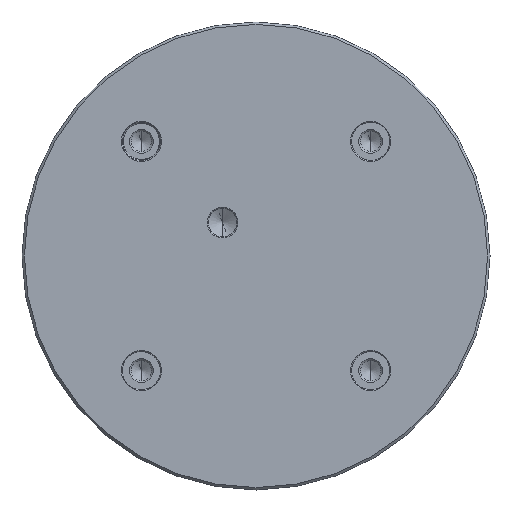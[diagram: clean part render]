
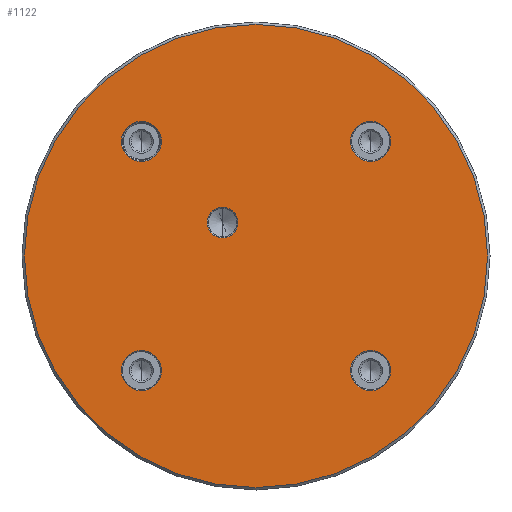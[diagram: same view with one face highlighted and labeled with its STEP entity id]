
A CAD part, front view. The second image highlights one B-rep face of the part: STEP entity #1122.
In plain terms, the highlighted planar face has unit normal (0, -1, 0).
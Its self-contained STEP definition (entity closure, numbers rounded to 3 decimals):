
#8 = AXIS2_PLACEMENT_3D ( 'NONE', #1451, #1456, #1488 ) ;
#17 = CARTESIAN_POINT ( 'NONE',  ( 48., 0., -48. ) ) ;
#23 = DIRECTION ( 'NONE',  ( 0., 0., 1. ) ) ;
#28 = DIRECTION ( 'NONE',  ( 0., 1., 0. ) ) ;
#33 = EDGE_LOOP ( 'NONE', ( #1380, #745 ) ) ;
#36 = CARTESIAN_POINT ( 'NONE',  ( -48., 0., 56.4 ) ) ;
#39 = VERTEX_POINT ( 'NONE', #1376 ) ;
#46 = CARTESIAN_POINT ( 'NONE',  ( -48., 0., -48. ) ) ;
#49 = VERTEX_POINT ( 'NONE', #1542 ) ;
#53 = AXIS2_PLACEMENT_3D ( 'NONE', #1315, #1096, #1240 ) ;
#58 = CIRCLE ( 'NONE', #747, 8.4 ) ;
#60 = EDGE_CURVE ( 'NONE', #590, #1015, #562, .T. ) ;
#70 = DIRECTION ( 'NONE',  ( 0., 1., 0. ) ) ;
#83 = ORIENTED_EDGE ( 'NONE', *, *, #296, .T. ) ;
#99 = CARTESIAN_POINT ( 'NONE',  ( 0., 0., 0. ) ) ;
#102 = EDGE_CURVE ( 'NONE', #139, #1102, #940, .T. ) ;
#115 = EDGE_CURVE ( 'NONE', #776, #829, #580, .T. ) ;
#139 = VERTEX_POINT ( 'NONE', #1331 ) ;
#166 = EDGE_CURVE ( 'NONE', #484, #1115, #1258, .T. ) ;
#173 = EDGE_CURVE ( 'NONE', #49, #39, #358, .T. ) ;
#186 = AXIS2_PLACEMENT_3D ( 'NONE', #813, #780, #585 ) ;
#192 = VERTEX_POINT ( 'NONE', #1008 ) ;
#198 = CARTESIAN_POINT ( 'NONE',  ( 48., 0., -48. ) ) ;
#205 = CARTESIAN_POINT ( 'NONE',  ( 0., 0., -97. ) ) ;
#207 = CIRCLE ( 'NONE', #240, 6.4 ) ;
#215 = DIRECTION ( 'NONE',  ( 0., 0., 1. ) ) ;
#227 = EDGE_CURVE ( 'NONE', #1232, #192, #491, .T. ) ;
#230 = EDGE_CURVE ( 'NONE', #1102, #139, #207, .T. ) ;
#240 = AXIS2_PLACEMENT_3D ( 'NONE', #1300, #1298, #1292 ) ;
#251 = PLANE ( 'NONE',  #1579 ) ;
#271 = AXIS2_PLACEMENT_3D ( 'NONE', #1059, #1014, #1082 ) ;
#285 = EDGE_CURVE ( 'NONE', #192, #1232, #497, .T. ) ;
#296 = EDGE_CURVE ( 'NONE', #1115, #484, #620, .T. ) ;
#298 = AXIS2_PLACEMENT_3D ( 'NONE', #779, #834, #837 ) ;
#338 = DIRECTION ( 'NONE',  ( 0., 0., 1. ) ) ;
#358 = CIRCLE ( 'NONE', #1212, 8.4 ) ;
#384 = CARTESIAN_POINT ( 'NONE',  ( -14., 0., 7.6 ) ) ;
#400 = DIRECTION ( 'NONE',  ( 0., 1., 0. ) ) ;
#417 = DIRECTION ( 'NONE',  ( 0., 0., 1. ) ) ;
#419 = CARTESIAN_POINT ( 'NONE',  ( -48., 0., 48. ) ) ;
#437 = DIRECTION ( 'NONE',  ( 0., -1., 0. ) ) ;
#438 = CARTESIAN_POINT ( 'NONE',  ( 0., 0., 0. ) ) ;
#450 = DIRECTION ( 'NONE',  ( 0., 0., 1. ) ) ;
#484 = VERTEX_POINT ( 'NONE', #839 ) ;
#487 = EDGE_CURVE ( 'NONE', #1015, #590, #848, .T. ) ;
#491 = CIRCLE ( 'NONE', #53, 8.4 ) ;
#495 = EDGE_LOOP ( 'NONE', ( #784, #1364 ) ) ;
#497 = CIRCLE ( 'NONE', #1229, 8.4 ) ;
#524 = CARTESIAN_POINT ( 'NONE',  ( -48., 0., 39.6 ) ) ;
#556 = AXIS2_PLACEMENT_3D ( 'NONE', #46, #28, #215 ) ;
#562 = CIRCLE ( 'NONE', #8, 97. ) ;
#580 = CIRCLE ( 'NONE', #271, 8.4 ) ;
#585 = DIRECTION ( 'NONE',  ( 0., 0., 1. ) ) ;
#590 = VERTEX_POINT ( 'NONE', #1408 ) ;
#597 = EDGE_LOOP ( 'NONE', ( #1068, #83 ) ) ;
#620 = CIRCLE ( 'NONE', #298, 8.4 ) ;
#741 = ORIENTED_EDGE ( 'NONE', *, *, #115, .T. ) ;
#743 = ORIENTED_EDGE ( 'NONE', *, *, #1183, .T. ) ;
#745 = ORIENTED_EDGE ( 'NONE', *, *, #102, .T. ) ;
#747 = AXIS2_PLACEMENT_3D ( 'NONE', #419, #400, #417 ) ;
#776 = VERTEX_POINT ( 'NONE', #524 ) ;
#779 = CARTESIAN_POINT ( 'NONE',  ( -48., 0., -48. ) ) ;
#780 = DIRECTION ( 'NONE',  ( 0., 1., 0. ) ) ;
#784 = ORIENTED_EDGE ( 'NONE', *, *, #60, .T. ) ;
#788 = ORIENTED_EDGE ( 'NONE', *, *, #227, .T. ) ;
#799 = ORIENTED_EDGE ( 'NONE', *, *, #879, .T. ) ;
#803 = EDGE_LOOP ( 'NONE', ( #741, #743 ) ) ;
#813 = CARTESIAN_POINT ( 'NONE',  ( -14., 0., 14. ) ) ;
#829 = VERTEX_POINT ( 'NONE', #36 ) ;
#834 = DIRECTION ( 'NONE',  ( 0., 1., 0. ) ) ;
#837 = DIRECTION ( 'NONE',  ( 0., 0., 1. ) ) ;
#839 = CARTESIAN_POINT ( 'NONE',  ( -48., 0., -56.4 ) ) ;
#848 = CIRCLE ( 'NONE', #983, 97. ) ;
#879 = EDGE_CURVE ( 'NONE', #39, #49, #1496, .T. ) ;
#940 = CIRCLE ( 'NONE', #186, 6.4 ) ;
#983 = AXIS2_PLACEMENT_3D ( 'NONE', #438, #437, #450 ) ;
#988 = FACE_BOUND ( 'NONE', #33, .T. ) ;
#1008 = CARTESIAN_POINT ( 'NONE',  ( 48., 0., 39.6 ) ) ;
#1014 = DIRECTION ( 'NONE',  ( 0., 1., 0. ) ) ;
#1015 = VERTEX_POINT ( 'NONE', #205 ) ;
#1049 = FACE_BOUND ( 'NONE', #1057, .T. ) ;
#1057 = EDGE_LOOP ( 'NONE', ( #1582, #788 ) ) ;
#1059 = CARTESIAN_POINT ( 'NONE',  ( -48., 0., 48. ) ) ;
#1068 = ORIENTED_EDGE ( 'NONE', *, *, #166, .T. ) ;
#1082 = DIRECTION ( 'NONE',  ( 0., 0., 1. ) ) ;
#1096 = DIRECTION ( 'NONE',  ( 0., 1., 0. ) ) ;
#1102 = VERTEX_POINT ( 'NONE', #384 ) ;
#1115 = VERTEX_POINT ( 'NONE', #1449 ) ;
#1122 = ADVANCED_FACE ( 'NONE', ( #1584, #1522, #1505, #1049, #988, #1477 ), #251, .F. ) ;
#1138 = DIRECTION ( 'NONE',  ( 0., 1., 0. ) ) ;
#1148 = DIRECTION ( 'NONE',  ( 0., 0., 1. ) ) ;
#1183 = EDGE_CURVE ( 'NONE', #829, #776, #58, .T. ) ;
#1212 = AXIS2_PLACEMENT_3D ( 'NONE', #198, #70, #338 ) ;
#1216 = CARTESIAN_POINT ( 'NONE',  ( 48., 0., 48. ) ) ;
#1229 = AXIS2_PLACEMENT_3D ( 'NONE', #1216, #1138, #1148 ) ;
#1232 = VERTEX_POINT ( 'NONE', #1406 ) ;
#1240 = DIRECTION ( 'NONE',  ( 0., 0., 1. ) ) ;
#1258 = CIRCLE ( 'NONE', #556, 8.4 ) ;
#1292 = DIRECTION ( 'NONE',  ( 0., 0., 1. ) ) ;
#1298 = DIRECTION ( 'NONE',  ( 0., 1., 0. ) ) ;
#1300 = CARTESIAN_POINT ( 'NONE',  ( -14., 0., 14. ) ) ;
#1315 = CARTESIAN_POINT ( 'NONE',  ( 48., 0., 48. ) ) ;
#1331 = CARTESIAN_POINT ( 'NONE',  ( -14., 0., 20.4 ) ) ;
#1332 = EDGE_LOOP ( 'NONE', ( #1532, #799 ) ) ;
#1364 = ORIENTED_EDGE ( 'NONE', *, *, #487, .T. ) ;
#1376 = CARTESIAN_POINT ( 'NONE',  ( 48., 0., -39.6 ) ) ;
#1380 = ORIENTED_EDGE ( 'NONE', *, *, #230, .T. ) ;
#1406 = CARTESIAN_POINT ( 'NONE',  ( 48., 0., 56.4 ) ) ;
#1408 = CARTESIAN_POINT ( 'NONE',  ( 0., 0., 97. ) ) ;
#1449 = CARTESIAN_POINT ( 'NONE',  ( -48., 0., -39.6 ) ) ;
#1451 = CARTESIAN_POINT ( 'NONE',  ( 0., 0., 0. ) ) ;
#1456 = DIRECTION ( 'NONE',  ( 0., -1., 0. ) ) ;
#1477 = FACE_OUTER_BOUND ( 'NONE', #495, .T. ) ;
#1481 = DIRECTION ( 'NONE',  ( 0., 1., 0. ) ) ;
#1488 = DIRECTION ( 'NONE',  ( 0., 0., 1. ) ) ;
#1494 = DIRECTION ( 'NONE',  ( 0., 0., 1. ) ) ;
#1496 = CIRCLE ( 'NONE', #1574, 8.4 ) ;
#1505 = FACE_BOUND ( 'NONE', #1332, .T. ) ;
#1522 = FACE_BOUND ( 'NONE', #597, .T. ) ;
#1532 = ORIENTED_EDGE ( 'NONE', *, *, #173, .T. ) ;
#1542 = CARTESIAN_POINT ( 'NONE',  ( 48., 0., -56.4 ) ) ;
#1545 = DIRECTION ( 'NONE',  ( 0., 1., 0. ) ) ;
#1574 = AXIS2_PLACEMENT_3D ( 'NONE', #17, #1545, #23 ) ;
#1579 = AXIS2_PLACEMENT_3D ( 'NONE', #99, #1481, #1494 ) ;
#1582 = ORIENTED_EDGE ( 'NONE', *, *, #285, .T. ) ;
#1584 = FACE_BOUND ( 'NONE', #803, .T. ) ;
